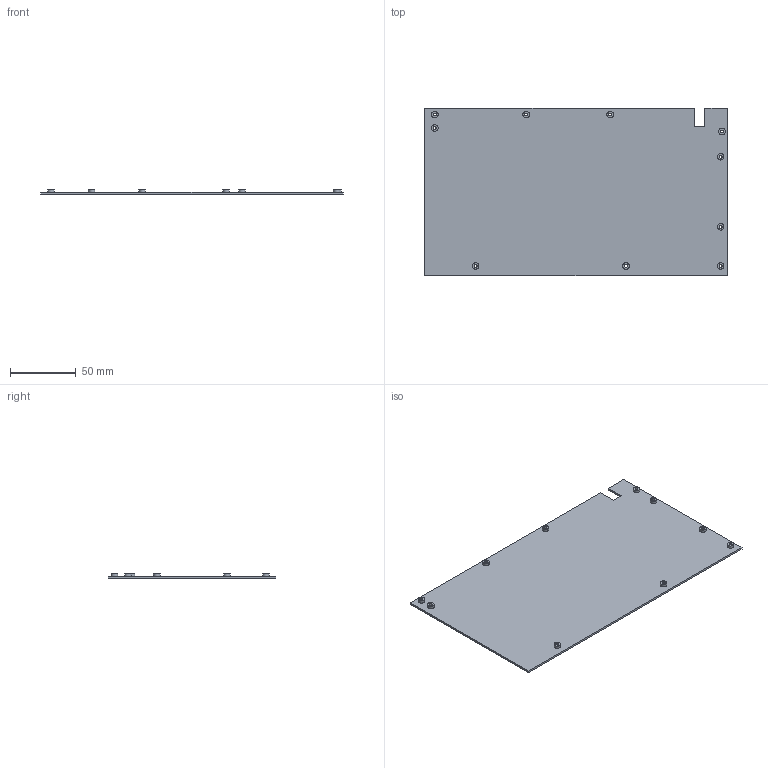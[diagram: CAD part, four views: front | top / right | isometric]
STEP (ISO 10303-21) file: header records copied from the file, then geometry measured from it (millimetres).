
FILE_DESCRIPTION(/* description */ (''),/* implementation_level */ '2;1');
FILE_NAME(/* name */ 'Barrow 5080 TUF backplate.step',/* time_stamp */ '2025-08-25T00:45:24+01:00',/* author */ (''),/* organization */ (''),/* preprocessor_version */ 'ST-DEVELOPER v20.1',/* originating_system */ 'Autodesk Translation Framework v14.10.0.0',/* authorisation */ '');
FILE_SCHEMA (('AUTOMOTIVE_DESIGN { 1 0 10303 214 3 1 1 }'));
Length unit declared in the file: millimetre
Products named in the file (1): Barrow 5080 TUF backplate
Bounding box: 230 x 127 x 3.5 mm (x, y, z)
Volume: 43906.7 mm3; surface area: 59789 mm2
Topology: 1 solids, 1 shells, 40 faces, 84 edges, 56 vertices
Faces by surface type: cylinder 20, plane 20
Full cylindrical faces by diameter (mm): 2.2 x10, 5 x10
Entity records: 1161 total; most frequent: DIRECTION 206, CARTESIAN_POINT 181, ORIENTED_EDGE 168, EDGE_CURVE 84, AXIS2_PLACEMENT_3D 81, EDGE_LOOP 70, VERTEX_POINT 56, LINE 44
